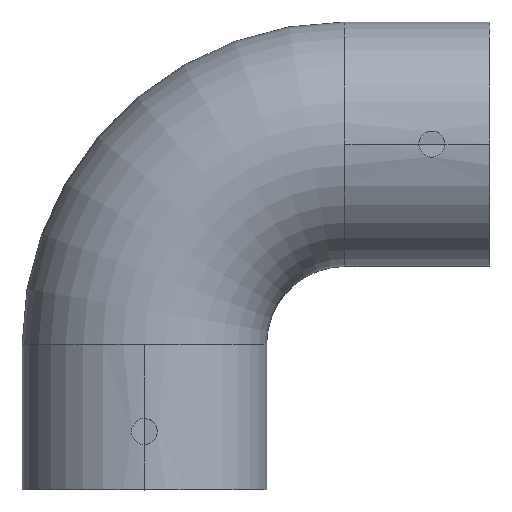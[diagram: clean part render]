
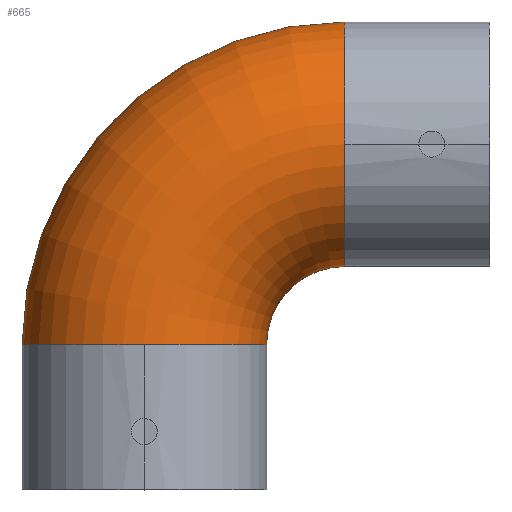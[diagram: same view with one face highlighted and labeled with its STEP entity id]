
A CAD part, top view. The second image highlights one B-rep face of the part: STEP entity #665.
In plain terms, the highlighted toroidal (fillet/blend) face has major radius 41.5 mm and minor radius 25.3 mm.
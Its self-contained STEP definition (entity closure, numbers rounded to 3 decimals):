
#2 = DIRECTION ( 'NONE',  ( -1., 0., 0. ) ) ;
#25 = VERTEX_POINT ( 'NONE', #859 ) ;
#29 = CARTESIAN_POINT ( 'NONE',  ( 0., 30., 0. ) ) ;
#34 = CARTESIAN_POINT ( 'NONE',  ( 41.5, 30., 0. ) ) ;
#76 = DIRECTION ( 'NONE',  ( 1., 0., 0. ) ) ;
#90 = CIRCLE ( 'NONE', #672, 25.3 ) ;
#97 = ORIENTED_EDGE ( 'NONE', *, *, #400, .F. ) ;
#100 = DIRECTION ( 'NONE',  ( 0., 1., 0. ) ) ;
#115 = VERTEX_POINT ( 'NONE', #215 ) ;
#142 = ORIENTED_EDGE ( 'NONE', *, *, #388, .T. ) ;
#169 = CARTESIAN_POINT ( 'NONE',  ( -25.3, 30., 0. ) ) ;
#184 = CARTESIAN_POINT ( 'NONE',  ( 0., 30., 0. ) ) ;
#202 = CIRCLE ( 'NONE', #797, 66.8 ) ;
#203 = CARTESIAN_POINT ( 'NONE',  ( 25.3, 30., 0. ) ) ;
#213 = DIRECTION ( 'NONE',  ( 0., 0., 1. ) ) ;
#215 = CARTESIAN_POINT ( 'NONE',  ( 41.5, 71.5, 25.3 ) ) ;
#252 = DIRECTION ( 'NONE',  ( 0., 0., 1. ) ) ;
#290 = DIRECTION ( 'NONE',  ( -1., 0., 0. ) ) ;
#318 = AXIS2_PLACEMENT_3D ( 'NONE', #857, #671, #2 ) ;
#333 = EDGE_CURVE ( 'NONE', #703, #25, #90, .T. ) ;
#388 = EDGE_CURVE ( 'NONE', #1001, #835, #994, .T. ) ;
#393 = EDGE_CURVE ( 'NONE', #904, #115, #521, .T. ) ;
#400 = EDGE_CURVE ( 'NONE', #115, #835, #775, .T. ) ;
#425 = FACE_OUTER_BOUND ( 'NONE', #982, .T. ) ;
#431 = CARTESIAN_POINT ( 'NONE',  ( 41.5, 46.2, 0. ) ) ;
#477 = EDGE_CURVE ( 'NONE', #25, #1001, #792, .T. ) ;
#503 = DIRECTION ( 'NONE',  ( 0., 0., -1. ) ) ;
#520 = CARTESIAN_POINT ( 'NONE',  ( 41.5, 96.8, 0. ) ) ;
#521 = CIRCLE ( 'NONE', #1033, 25.3 ) ;
#522 = ORIENTED_EDGE ( 'NONE', *, *, #393, .F. ) ;
#547 = DIRECTION ( 'NONE',  ( 0., 0., -1. ) ) ;
#567 = ORIENTED_EDGE ( 'NONE', *, *, #580, .F. ) ;
#571 = CARTESIAN_POINT ( 'NONE',  ( 41.5, 71.5, 0. ) ) ;
#580 = EDGE_CURVE ( 'NONE', #703, #904, #202, .T. ) ;
#584 = DIRECTION ( 'NONE',  ( 0., 0., 1. ) ) ;
#665 = ADVANCED_FACE ( 'NONE', ( #425 ), #735, .T. ) ;
#671 = DIRECTION ( 'NONE',  ( 0., 0., -1. ) ) ;
#672 = AXIS2_PLACEMENT_3D ( 'NONE', #29, #903, #213 ) ;
#703 = VERTEX_POINT ( 'NONE', #169 ) ;
#735 = TOROIDAL_SURFACE ( 'NONE', #318, 41.5, 25.3 ) ;
#740 = AXIS2_PLACEMENT_3D ( 'NONE', #1083, #503, #757 ) ;
#757 = DIRECTION ( 'NONE',  ( -1., 0., 0. ) ) ;
#775 = CIRCLE ( 'NONE', #1019, 25.3 ) ;
#792 = CIRCLE ( 'NONE', #999, 25.3 ) ;
#797 = AXIS2_PLACEMENT_3D ( 'NONE', #34, #547, #290 ) ;
#835 = VERTEX_POINT ( 'NONE', #431 ) ;
#857 = CARTESIAN_POINT ( 'NONE',  ( 41.5, 30., 0. ) ) ;
#859 = CARTESIAN_POINT ( 'NONE',  ( 0., 30., 25.3 ) ) ;
#877 = DIRECTION ( 'NONE',  ( 0., 0., 1. ) ) ;
#903 = DIRECTION ( 'NONE',  ( 0., 1., 0. ) ) ;
#904 = VERTEX_POINT ( 'NONE', #520 ) ;
#923 = DIRECTION ( 'NONE',  ( 1., 0., 0. ) ) ;
#933 = ORIENTED_EDGE ( 'NONE', *, *, #477, .T. ) ;
#982 = EDGE_LOOP ( 'NONE', ( #567, #1099, #933, #142, #97, #522 ) ) ;
#994 = CIRCLE ( 'NONE', #740, 16.2 ) ;
#999 = AXIS2_PLACEMENT_3D ( 'NONE', #184, #100, #877 ) ;
#1001 = VERTEX_POINT ( 'NONE', #203 ) ;
#1006 = CARTESIAN_POINT ( 'NONE',  ( 41.5, 71.5, 0. ) ) ;
#1019 = AXIS2_PLACEMENT_3D ( 'NONE', #571, #923, #584 ) ;
#1033 = AXIS2_PLACEMENT_3D ( 'NONE', #1006, #76, #252 ) ;
#1083 = CARTESIAN_POINT ( 'NONE',  ( 41.5, 30., 0. ) ) ;
#1099 = ORIENTED_EDGE ( 'NONE', *, *, #333, .T. ) ;
